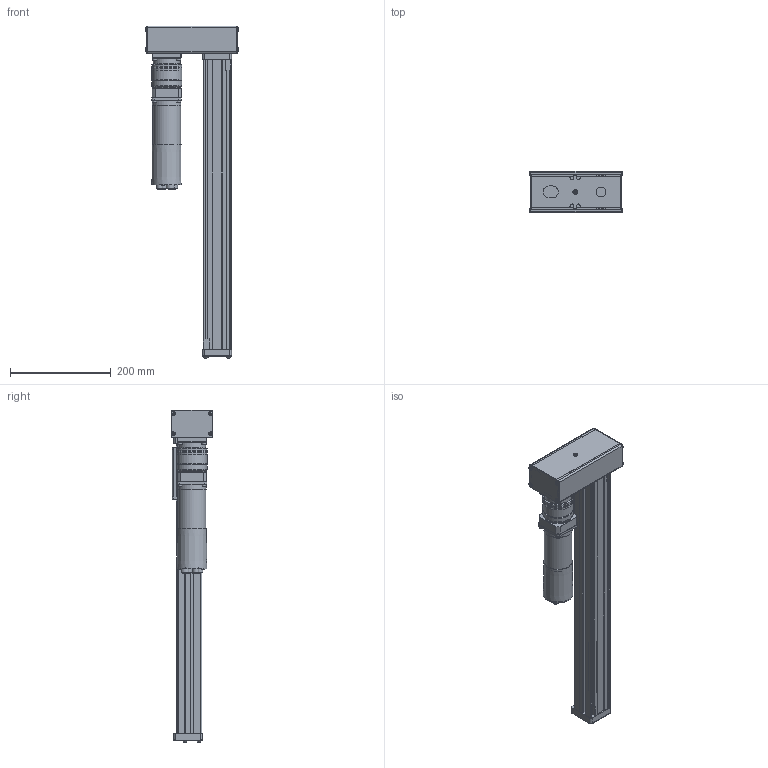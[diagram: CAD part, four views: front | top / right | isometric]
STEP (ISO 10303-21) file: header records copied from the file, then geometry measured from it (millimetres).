
FILE_DESCRIPTION (( 'STEP AP203' ), '1' );
FILE_NAME ('B3S-475008-1.step', '2024-11-14T18:54:45', ( '' ), ( '' ), 'SwSTEP 2.0', 'SolidWorks 2024', '' );
FILE_SCHEMA (( 'CONFIG_CONTROL_DESIGN' ));
Length unit declared in the file: inch
Products named in the file (5): 44109070_B3S-475008-1; Base_B3S-475008-1; B3S-475008-1; tempJoin4_83169035_B3S-475008-1; tempJoin2_36049451_B3S-475008-1
Assembly tree (4 placements, depth 2):
  B3S-475008-1
    tempJoin2_36049451_B3S-475008-1
    tempJoin4_83169035_B3S-475008-1
    44109070_B3S-475008-1
    Base_B3S-475008-1
Bounding box: 184.74 x 82.56 x 657.99 mm (x, y, z)
Volume: 2307249.6 mm3; surface area: 493752.9 mm2
Topology: 15 solids, 39 shells, 2194 faces, 5296 edges, 3375 vertices
Faces by surface type: plane 1386, cylinder 556, cone 141, bspline 63, torus 36, sphere 12
Full cylindrical faces by diameter (mm): 0.7 x17, 1 x5, 1.2 x8, 2.013 x2, 2.5 x2, 2.705 x1, 3.1 x5, 3.3 x4, 3.4 x1, 3.505 x1, 3.531 x8, 3.912 x1, 3.962 x4, 3.967 x1, 3.969 x2, 4 x4, 4.013 x2, 4.2 x17, 4.3 x2, 4.318 x8, 4.5 x2, 4.826 x1, 5 x9, 5.2 x10, 5.5 x8, 5.588 x4, 5.6 x1, 5.613 x9, 5.74 x1, 6 x5
Entity records: 67459 total; most frequent: CARTESIAN_POINT 17614, DIRECTION 10219, ORIENTED_EDGE 9556, EDGE_CURVE 4778, AXIS2_PLACEMENT_3D 3680, VERTEX_POINT 3233, EDGE_LOOP 2883, LINE 2859
